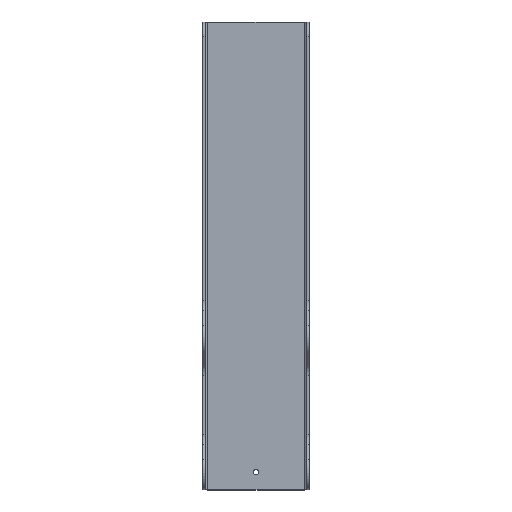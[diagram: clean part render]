
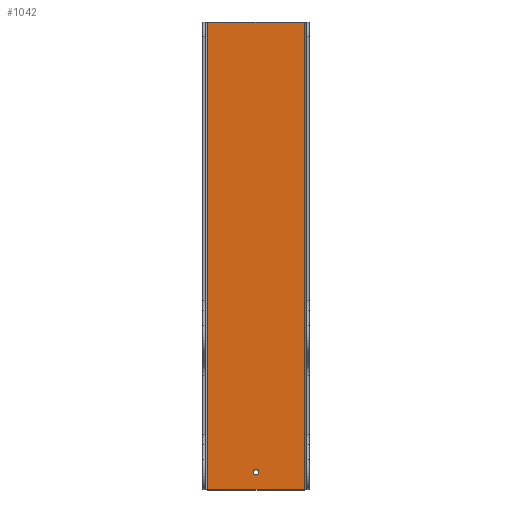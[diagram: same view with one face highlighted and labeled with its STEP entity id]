
A CAD part, top view. The second image highlights one B-rep face of the part: STEP entity #1042.
In plain terms, the highlighted planar face has unit normal (0, 0, 1).
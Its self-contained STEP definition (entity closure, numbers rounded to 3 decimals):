
#28=FACE_BOUND('',#232,.T.);
#63=CIRCLE('',#1117,1.5);
#64=CIRCLE('',#1118,1.5);
#163=FACE_OUTER_BOUND('',#231,.T.);
#231=EDGE_LOOP('',(#952,#953,#954,#955));
#232=EDGE_LOOP('',(#956,#957));
#315=LINE('',#1752,#408);
#321=LINE('',#1772,#414);
#323=LINE('',#1775,#416);
#325=LINE('',#1779,#418);
#408=VECTOR('',#1443,10.);
#414=VECTOR('',#1469,10.);
#416=VECTOR('',#1473,10.);
#418=VECTOR('',#1479,10.);
#488=VERTEX_POINT('',#1670);
#489=VERTEX_POINT('',#1671);
#508=VERTEX_POINT('',#1744);
#509=VERTEX_POINT('',#1748);
#512=VERTEX_POINT('',#1763);
#513=VERTEX_POINT('',#1767);
#606=EDGE_CURVE('',#488,#489,#63,.T.);
#607=EDGE_CURVE('',#489,#488,#64,.T.);
#647=EDGE_CURVE('',#508,#509,#315,.T.);
#657=EDGE_CURVE('',#512,#513,#321,.T.);
#659=EDGE_CURVE('',#509,#512,#323,.T.);
#661=EDGE_CURVE('',#513,#508,#325,.T.);
#952=ORIENTED_EDGE('',*,*,#647,.T.);
#953=ORIENTED_EDGE('',*,*,#659,.T.);
#954=ORIENTED_EDGE('',*,*,#657,.T.);
#955=ORIENTED_EDGE('',*,*,#661,.T.);
#956=ORIENTED_EDGE('',*,*,#606,.T.);
#957=ORIENTED_EDGE('',*,*,#607,.T.);
#987=PLANE('',#1166);
#1042=ADVANCED_FACE('',(#163,#28),#987,.T.);
#1117=AXIS2_PLACEMENT_3D('',#1672,#1347,#1348);
#1118=AXIS2_PLACEMENT_3D('',#1673,#1349,#1350);
#1166=AXIS2_PLACEMENT_3D('',#1780,#1480,#1481);
#1347=DIRECTION('center_axis',(0.,0.,-1.));
#1348=DIRECTION('ref_axis',(1.,0.,0.));
#1349=DIRECTION('center_axis',(0.,0.,-1.));
#1350=DIRECTION('ref_axis',(1.,0.,0.));
#1443=DIRECTION('',(0.,-1.,0.));
#1469=DIRECTION('',(0.,1.,0.));
#1473=DIRECTION('',(1.,0.,0.));
#1479=DIRECTION('',(-1.,0.,0.));
#1480=DIRECTION('center_axis',(0.,0.,1.));
#1481=DIRECTION('ref_axis',(0.,-1.,0.));
#1670=CARTESIAN_POINT('',(1.5,-121.25,0.));
#1671=CARTESIAN_POINT('',(-1.5,-121.25,0.));
#1672=CARTESIAN_POINT('Origin',(0.,-121.25,0.));
#1673=CARTESIAN_POINT('Origin',(0.,-121.25,0.));
#1744=CARTESIAN_POINT('',(-27.,131.25,0.));
#1748=CARTESIAN_POINT('',(-27.,-131.25,0.));
#1752=CARTESIAN_POINT('',(-27.,65.625,0.));
#1763=CARTESIAN_POINT('',(27.,-131.25,0.));
#1767=CARTESIAN_POINT('',(27.,131.25,0.));
#1772=CARTESIAN_POINT('',(27.,-65.625,0.));
#1775=CARTESIAN_POINT('',(-30.,-131.25,0.));
#1779=CARTESIAN_POINT('',(30.,131.25,0.));
#1780=CARTESIAN_POINT('Origin',(0.,0.,
0.));
